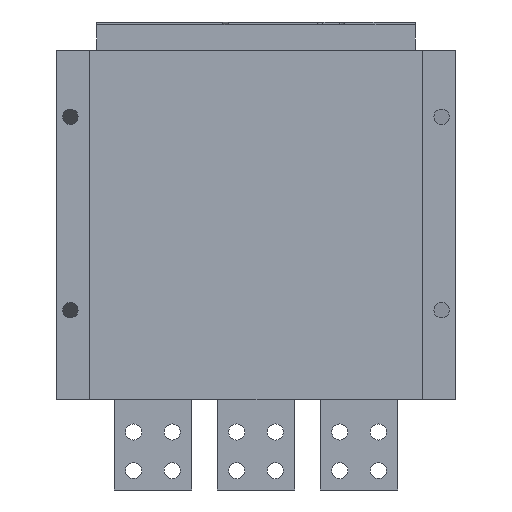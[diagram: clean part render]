
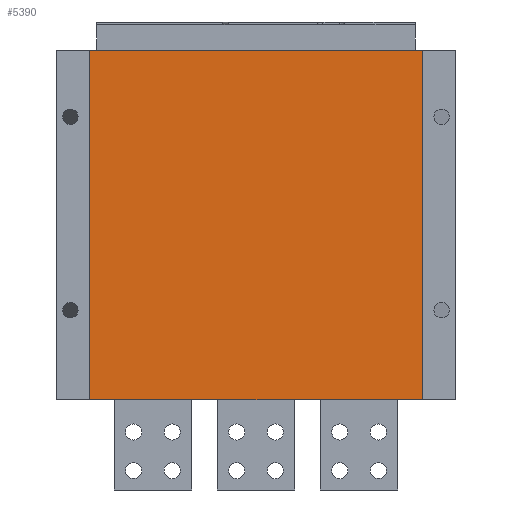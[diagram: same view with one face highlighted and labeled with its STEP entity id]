
A CAD part, front view. The second image highlights one B-rep face of the part: STEP entity #5390.
In plain terms, the highlighted planar face has unit normal (0, -1, 0).
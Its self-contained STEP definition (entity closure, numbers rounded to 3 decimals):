
#193 = VECTOR ( 'NONE', #19293, 1000. ) ;
#1429 = CARTESIAN_POINT ( 'NONE',  ( -129., 0., 0. ) ) ;
#1695 = VERTEX_POINT ( 'NONE', #5743 ) ;
#2182 = LINE ( 'NONE', #19199, #193 ) ;
#2657 = CARTESIAN_POINT ( 'NONE',  ( 129., 0., -271. ) ) ;
#3182 = EDGE_LOOP ( 'NONE', ( #4658, #15773, #14194, #7818 ) ) ;
#4067 = AXIS2_PLACEMENT_3D ( 'NONE', #2657, #11293, #4135 ) ;
#4135 = DIRECTION ( 'NONE',  ( 1., 0., 0. ) ) ;
#4364 = LINE ( 'NONE', #9967, #9238 ) ;
#4658 = ORIENTED_EDGE ( 'NONE', *, *, #7503, .F. ) ;
#5390 = ADVANCED_FACE ( 'NONE', ( #11579 ), #17558, .T. ) ;
#5743 = CARTESIAN_POINT ( 'NONE',  ( -129., 0., -271. ) ) ;
#6034 = CARTESIAN_POINT ( 'NONE',  ( 129., 0., 0. ) ) ;
#7503 = EDGE_CURVE ( 'NONE', #18956, #15202, #8887, .T. ) ;
#7586 = LINE ( 'NONE', #15046, #17389 ) ;
#7818 = ORIENTED_EDGE ( 'NONE', *, *, #17684, .T. ) ;
#8802 = CARTESIAN_POINT ( 'NONE',  ( 129., 0., -271. ) ) ;
#8830 = VECTOR ( 'NONE', #8985, 1000. ) ;
#8887 = LINE ( 'NONE', #6034, #8830 ) ;
#8985 = DIRECTION ( 'NONE',  ( 1., 0., 0. ) ) ;
#9238 = VECTOR ( 'NONE', #10064, 1000. ) ;
#9967 = CARTESIAN_POINT ( 'NONE',  ( -129., 0., -271. ) ) ;
#10064 = DIRECTION ( 'NONE',  ( 0., 0., 1. ) ) ;
#11293 = DIRECTION ( 'NONE',  ( 0., -1., 0. ) ) ;
#11579 = FACE_OUTER_BOUND ( 'NONE', #3182, .T. ) ;
#11808 = VERTEX_POINT ( 'NONE', #8802 ) ;
#12820 = CARTESIAN_POINT ( 'NONE',  ( 129., 0., 0. ) ) ;
#14194 = ORIENTED_EDGE ( 'NONE', *, *, #18305, .T. ) ;
#15046 = CARTESIAN_POINT ( 'NONE',  ( 129., 0., -271. ) ) ;
#15202 = VERTEX_POINT ( 'NONE', #12820 ) ;
#15440 = EDGE_CURVE ( 'NONE', #1695, #18956, #4364, .T. ) ;
#15773 = ORIENTED_EDGE ( 'NONE', *, *, #15440, .F. ) ;
#16238 = DIRECTION ( 'NONE',  ( 0., 0., 1. ) ) ;
#17389 = VECTOR ( 'NONE', #16238, 1000. ) ;
#17558 = PLANE ( 'NONE',  #4067 ) ;
#17684 = EDGE_CURVE ( 'NONE', #11808, #15202, #7586, .T. ) ;
#18305 = EDGE_CURVE ( 'NONE', #1695, #11808, #2182, .T. ) ;
#18956 = VERTEX_POINT ( 'NONE', #1429 ) ;
#19199 = CARTESIAN_POINT ( 'NONE',  ( 129., 0., -271. ) ) ;
#19293 = DIRECTION ( 'NONE',  ( 1., 0., 0. ) ) ;
